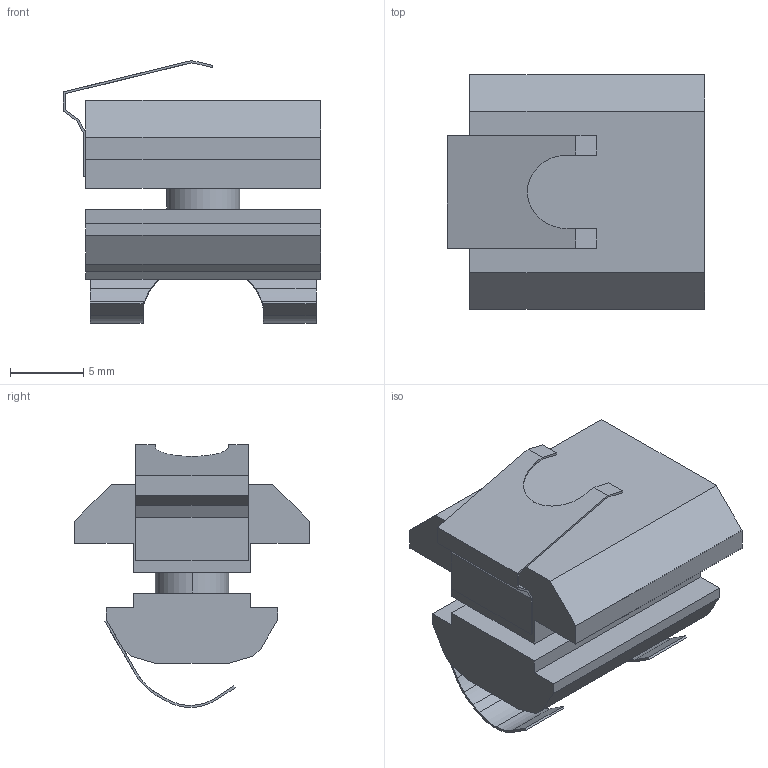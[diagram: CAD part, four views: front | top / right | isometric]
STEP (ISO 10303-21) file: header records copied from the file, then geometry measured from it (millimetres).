
FILE_DESCRIPTION(('STEP AP214'),'1');
FILE_NAME('cctmp_D018FA43-3A7C-417E-97C0-85F982E0A2B2_2020_1_16_8_28_15_353..stp','2020-01-16T07:28:15',('Bosch Rexroth AG'),('CADClick - www.CADClick.com'),'Spatial InterOp 3D',' ','unknown authorization - (Healing Option Enabled)');
FILE_SCHEMA(('AUTOMOTIVE_DESIGN'));
Length unit declared in the file: millimetre
Products named in the file (1): 2020_01_16__08-28-15-353
Bounding box: 17.53 x 16 x 17.92 mm (x, y, z)
Volume: 1979.5 mm3; surface area: 1697.6 mm2
Topology: 1 solids, 1 shells, 89 faces, 252 edges, 168 vertices
Faces by surface type: plane 67, cylinder 22
Entity records: 4576 total; most frequent: CARTESIAN_POINT 798, ORIENTED_EDGE 504, DIRECTION 454, EDGE_CURVE 252, STYLED_ITEM 234, PRESENTATION_STYLE_ASSIGNMENT 234, COLOUR_RGB 234, LINE 198
